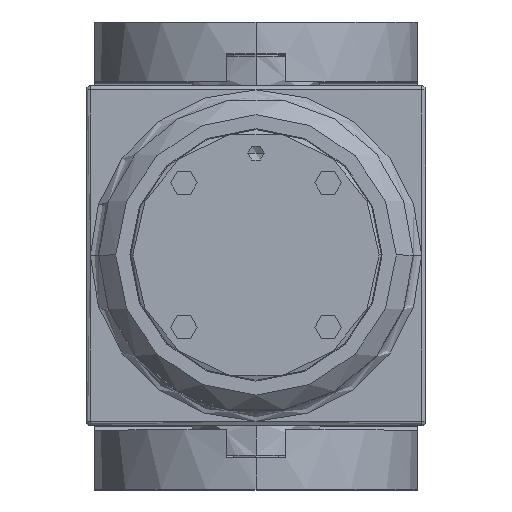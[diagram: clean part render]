
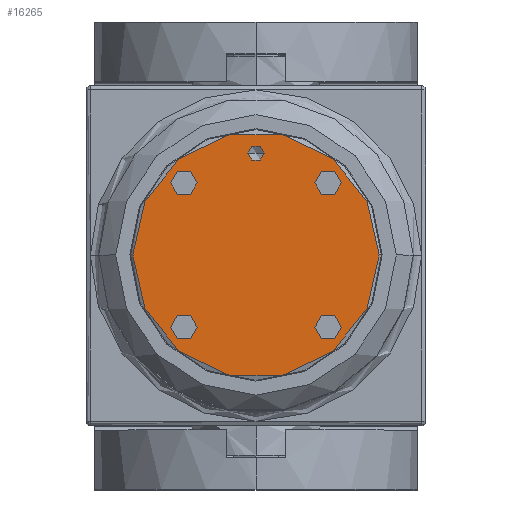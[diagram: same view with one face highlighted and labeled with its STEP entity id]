
A CAD part, top view. The second image highlights one B-rep face of the part: STEP entity #16265.
In plain terms, the highlighted planar face has unit normal (0, 0, 1).
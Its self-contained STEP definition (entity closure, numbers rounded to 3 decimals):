
#26 = DIRECTION ( 'NONE',  ( 1., 0., 0. ) ) ;
#54 = FACE_BOUND ( 'NONE', #6708, .T. ) ;
#115 = CIRCLE ( 'NONE', #7005, 1.55 ) ;
#209 = CIRCLE ( 'NONE', #4677, 1.55 ) ;
#529 = CARTESIAN_POINT ( 'NONE',  ( 0., 12., 41.5 ) ) ;
#761 = VERTEX_POINT ( 'NONE', #20328 ) ;
#777 = VERTEX_POINT ( 'NONE', #12076 ) ;
#993 = EDGE_CURVE ( 'NONE', #5295, #16135, #3124, .T. ) ;
#1086 = CIRCLE ( 'NONE', #8993, 14.5 ) ;
#1137 = AXIS2_PLACEMENT_3D ( 'NONE', #529, #19166, #12635 ) ;
#1172 = DIRECTION ( 'NONE',  ( 0., 1., 0. ) ) ;
#1397 = FACE_BOUND ( 'NONE', #5750, .T. ) ;
#1596 = ORIENTED_EDGE ( 'NONE', *, *, #6213, .F. ) ;
#2345 = DIRECTION ( 'NONE',  ( 1., 0., 0. ) ) ;
#2352 = DIRECTION ( 'NONE',  ( 1., 0., 0. ) ) ;
#2389 = AXIS2_PLACEMENT_3D ( 'NONE', #4186, #14223, #2352 ) ;
#2410 = CIRCLE ( 'NONE', #3616, 1.55 ) ;
#2433 = EDGE_CURVE ( 'NONE', #761, #15521, #1086, .T. ) ;
#2619 = EDGE_CURVE ( 'NONE', #16135, #5295, #2410, .T. ) ;
#2783 = EDGE_CURVE ( 'NONE', #18927, #19168, #13886, .T. ) ;
#2824 = VERTEX_POINT ( 'NONE', #10004 ) ;
#2888 = CARTESIAN_POINT ( 'NONE',  ( -8.485, -8.485, 41.5 ) ) ;
#3124 = CIRCLE ( 'NONE', #8936, 1.55 ) ;
#3154 = CIRCLE ( 'NONE', #13279, 1.55 ) ;
#3427 = EDGE_CURVE ( 'NONE', #15521, #761, #17299, .T. ) ;
#3616 = AXIS2_PLACEMENT_3D ( 'NONE', #12650, #4095, #11022 ) ;
#3879 = EDGE_CURVE ( 'NONE', #7099, #2824, #18659, .T. ) ;
#4095 = DIRECTION ( 'NONE',  ( 0., 0., 1. ) ) ;
#4186 = CARTESIAN_POINT ( 'NONE',  ( 0., 12., 41.5 ) ) ;
#4286 = DIRECTION ( 'NONE',  ( 0., -1., 0. ) ) ;
#4677 = AXIS2_PLACEMENT_3D ( 'NONE', #20376, #10368, #26 ) ;
#4804 = AXIS2_PLACEMENT_3D ( 'NONE', #7205, #7127, #2345 ) ;
#5295 = VERTEX_POINT ( 'NONE', #5874 ) ;
#5307 = CARTESIAN_POINT ( 'NONE',  ( 6.935, 8.485, 41.5 ) ) ;
#5445 = EDGE_LOOP ( 'NONE', ( #11161, #19340 ) ) ;
#5494 = ORIENTED_EDGE ( 'NONE', *, *, #18695, .F. ) ;
#5750 = EDGE_LOOP ( 'NONE', ( #19218, #15071 ) ) ;
#5873 = EDGE_CURVE ( 'NONE', #14278, #12263, #3154, .T. ) ;
#5874 = CARTESIAN_POINT ( 'NONE',  ( 6.935, -8.485, 41.5 ) ) ;
#5922 = DIRECTION ( 'NONE',  ( 0., 0., 1. ) ) ;
#6213 = EDGE_CURVE ( 'NONE', #12263, #14278, #10150, .T. ) ;
#6279 = EDGE_CURVE ( 'NONE', #19915, #777, #209, .T. ) ;
#6316 = ORIENTED_EDGE ( 'NONE', *, *, #2619, .F. ) ;
#6336 = AXIS2_PLACEMENT_3D ( 'NONE', #14144, #10735, #17475 ) ;
#6439 = DIRECTION ( 'NONE',  ( 0., 0., 1. ) ) ;
#6708 = EDGE_LOOP ( 'NONE', ( #19271, #19158 ) ) ;
#6895 = DIRECTION ( 'NONE',  ( 0., 0., 1. ) ) ;
#6958 = AXIS2_PLACEMENT_3D ( 'NONE', #16140, #5922, #17857 ) ;
#7005 = AXIS2_PLACEMENT_3D ( 'NONE', #19813, #21295, #4286 ) ;
#7099 = VERTEX_POINT ( 'NONE', #13589 ) ;
#7127 = DIRECTION ( 'NONE',  ( 0., 0., 1. ) ) ;
#7205 = CARTESIAN_POINT ( 'NONE',  ( 0., 0., 41.5 ) ) ;
#7224 = CARTESIAN_POINT ( 'NONE',  ( 14.5, 0., 41.5 ) ) ;
#7992 = CARTESIAN_POINT ( 'NONE',  ( -8.485, -8.485, 41.5 ) ) ;
#8477 = CARTESIAN_POINT ( 'NONE',  ( -10.035, 8.485, 41.5 ) ) ;
#8936 = AXIS2_PLACEMENT_3D ( 'NONE', #12518, #10891, #21437 ) ;
#8993 = AXIS2_PLACEMENT_3D ( 'NONE', #12057, #6895, #11990 ) ;
#9032 = PLANE ( 'NONE',  #4804 ) ;
#9323 = EDGE_LOOP ( 'NONE', ( #6316, #20439 ) ) ;
#10004 = CARTESIAN_POINT ( 'NONE',  ( 0.95, 12., 41.5 ) ) ;
#10150 = CIRCLE ( 'NONE', #17258, 1.55 ) ;
#10368 = DIRECTION ( 'NONE',  ( 0., 0., 1. ) ) ;
#10374 = CARTESIAN_POINT ( 'NONE',  ( 10.035, -8.485, 41.5 ) ) ;
#10552 = AXIS2_PLACEMENT_3D ( 'NONE', #16788, #6439, #18292 ) ;
#10735 = DIRECTION ( 'NONE',  ( 0., 0., 1. ) ) ;
#10891 = DIRECTION ( 'NONE',  ( 0., 0., 1. ) ) ;
#11022 = DIRECTION ( 'NONE',  ( -1., 0., 0. ) ) ;
#11161 = ORIENTED_EDGE ( 'NONE', *, *, #2433, .T. ) ;
#11521 = CIRCLE ( 'NONE', #1137, 0.95 ) ;
#11990 = DIRECTION ( 'NONE',  ( 1., 0., 0. ) ) ;
#12057 = CARTESIAN_POINT ( 'NONE',  ( 0., 0., 41.5 ) ) ;
#12076 = CARTESIAN_POINT ( 'NONE',  ( -6.935, 8.485, 41.5 ) ) ;
#12088 = FACE_BOUND ( 'NONE', #9323, .T. ) ;
#12263 = VERTEX_POINT ( 'NONE', #14130 ) ;
#12518 = CARTESIAN_POINT ( 'NONE',  ( 8.485, -8.485, 41.5 ) ) ;
#12635 = DIRECTION ( 'NONE',  ( 1., 0., 0. ) ) ;
#12650 = CARTESIAN_POINT ( 'NONE',  ( 8.485, -8.485, 41.5 ) ) ;
#12913 = DIRECTION ( 'NONE',  ( 0., 0., 1. ) ) ;
#13277 = ORIENTED_EDGE ( 'NONE', *, *, #3879, .F. ) ;
#13279 = AXIS2_PLACEMENT_3D ( 'NONE', #2888, #18098, #1172 ) ;
#13367 = EDGE_LOOP ( 'NONE', ( #20764, #1596 ) ) ;
#13577 = EDGE_CURVE ( 'NONE', #777, #19915, #20626, .T. ) ;
#13589 = CARTESIAN_POINT ( 'NONE',  ( -0.95, 12., 41.5 ) ) ;
#13695 = FACE_BOUND ( 'NONE', #14616, .T. ) ;
#13886 = CIRCLE ( 'NONE', #10552, 1.55 ) ;
#14130 = CARTESIAN_POINT ( 'NONE',  ( -10.035, -8.485, 41.5 ) ) ;
#14144 = CARTESIAN_POINT ( 'NONE',  ( -8.485, 8.485, 41.5 ) ) ;
#14223 = DIRECTION ( 'NONE',  ( 0., 0., 1. ) ) ;
#14225 = FACE_BOUND ( 'NONE', #13367, .T. ) ;
#14278 = VERTEX_POINT ( 'NONE', #16544 ) ;
#14616 = EDGE_LOOP ( 'NONE', ( #5494, #13277 ) ) ;
#15071 = ORIENTED_EDGE ( 'NONE', *, *, #6279, .F. ) ;
#15521 = VERTEX_POINT ( 'NONE', #7224 ) ;
#16066 = FACE_OUTER_BOUND ( 'NONE', #5445, .T. ) ;
#16135 = VERTEX_POINT ( 'NONE', #10374 ) ;
#16140 = CARTESIAN_POINT ( 'NONE',  ( 0., 0., 41.5 ) ) ;
#16265 = ADVANCED_FACE ( 'NONE', ( #16066, #13695, #54, #12088, #14225, #1397 ), #9032, .T. ) ;
#16316 = DIRECTION ( 'NONE',  ( 0., 1., 0. ) ) ;
#16544 = CARTESIAN_POINT ( 'NONE',  ( -6.935, -8.485, 41.5 ) ) ;
#16788 = CARTESIAN_POINT ( 'NONE',  ( 8.485, 8.485, 41.5 ) ) ;
#17258 = AXIS2_PLACEMENT_3D ( 'NONE', #7992, #12913, #16316 ) ;
#17299 = CIRCLE ( 'NONE', #6958, 14.5 ) ;
#17475 = DIRECTION ( 'NONE',  ( 1., 0., 0. ) ) ;
#17857 = DIRECTION ( 'NONE',  ( 1., 0., 0. ) ) ;
#18098 = DIRECTION ( 'NONE',  ( 0., 0., 1. ) ) ;
#18292 = DIRECTION ( 'NONE',  ( 0., -1., 0. ) ) ;
#18420 = CARTESIAN_POINT ( 'NONE',  ( 10.035, 8.485, 41.5 ) ) ;
#18659 = CIRCLE ( 'NONE', #2389, 0.95 ) ;
#18695 = EDGE_CURVE ( 'NONE', #2824, #7099, #11521, .T. ) ;
#18927 = VERTEX_POINT ( 'NONE', #18420 ) ;
#19158 = ORIENTED_EDGE ( 'NONE', *, *, #21360, .F. ) ;
#19166 = DIRECTION ( 'NONE',  ( 0., 0., 1. ) ) ;
#19168 = VERTEX_POINT ( 'NONE', #5307 ) ;
#19218 = ORIENTED_EDGE ( 'NONE', *, *, #13577, .F. ) ;
#19271 = ORIENTED_EDGE ( 'NONE', *, *, #2783, .F. ) ;
#19340 = ORIENTED_EDGE ( 'NONE', *, *, #3427, .T. ) ;
#19813 = CARTESIAN_POINT ( 'NONE',  ( 8.485, 8.485, 41.5 ) ) ;
#19915 = VERTEX_POINT ( 'NONE', #8477 ) ;
#20328 = CARTESIAN_POINT ( 'NONE',  ( -14.5, 0., 41.5 ) ) ;
#20376 = CARTESIAN_POINT ( 'NONE',  ( -8.485, 8.485, 41.5 ) ) ;
#20439 = ORIENTED_EDGE ( 'NONE', *, *, #993, .F. ) ;
#20626 = CIRCLE ( 'NONE', #6336, 1.55 ) ;
#20764 = ORIENTED_EDGE ( 'NONE', *, *, #5873, .F. ) ;
#21295 = DIRECTION ( 'NONE',  ( 0., 0., 1. ) ) ;
#21360 = EDGE_CURVE ( 'NONE', #19168, #18927, #115, .T. ) ;
#21437 = DIRECTION ( 'NONE',  ( -1., 0., 0. ) ) ;
